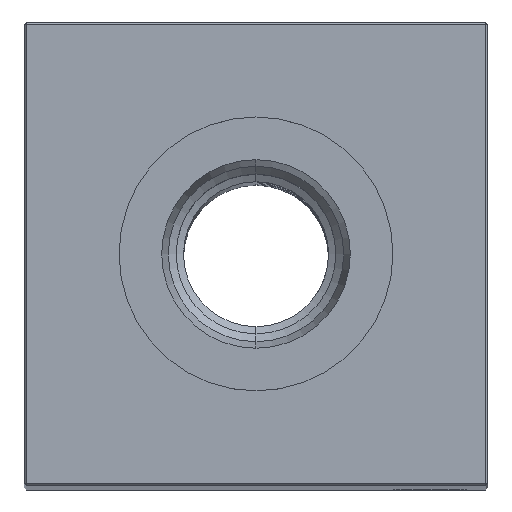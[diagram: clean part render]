
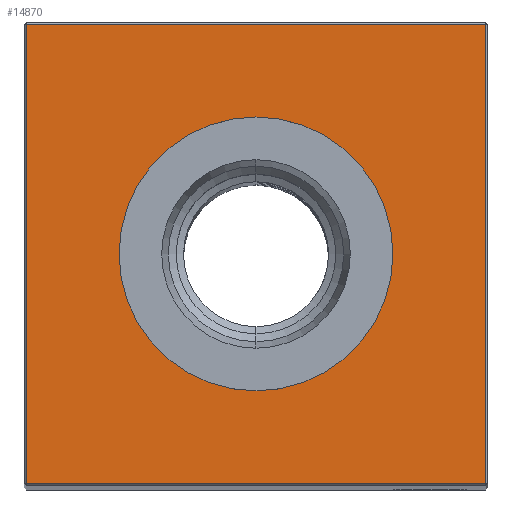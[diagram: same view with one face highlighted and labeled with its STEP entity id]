
A CAD part, top view. The second image highlights one B-rep face of the part: STEP entity #14870.
In plain terms, the highlighted planar face has unit normal (0, 0, 1).
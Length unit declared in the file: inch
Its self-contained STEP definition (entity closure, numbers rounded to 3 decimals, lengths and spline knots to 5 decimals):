
#789 = DIRECTION ( 'NONE',  ( -1., 0., 0. ) ) ;
#1753 = DIRECTION ( 'NONE',  ( -1., 0., 0. ) ) ;
#1827 = AXIS2_PLACEMENT_3D ( 'NONE', #16960, #25577, #16684 ) ;
#2008 = EDGE_CURVE ( 'NONE', #26378, #20470, #10703, .T. ) ;
#3418 = FACE_OUTER_BOUND ( 'NONE', #21178, .T. ) ;
#4934 = CIRCLE ( 'NONE', #1827, 0.59055 ) ;
#5828 = VECTOR ( 'NONE', #789, 39.37008 ) ;
#6662 = CARTESIAN_POINT ( 'NONE',  ( -0.99, 0., 10.25 ) ) ;
#8113 = VERTEX_POINT ( 'NONE', #24393 ) ;
#8958 = ORIENTED_EDGE ( 'NONE', *, *, #25134, .T. ) ;
#9656 = CARTESIAN_POINT ( 'NONE',  ( 0., 0.99, 10.25 ) ) ;
#9798 = CARTESIAN_POINT ( 'NONE',  ( 0., 0., 10.25 ) ) ;
#10665 = ORIENTED_EDGE ( 'NONE', *, *, #2008, .T. ) ;
#10703 = LINE ( 'NONE', #17223, #18956 ) ;
#11440 = EDGE_CURVE ( 'NONE', #22830, #26378, #23452, .T. ) ;
#12024 = FACE_BOUND ( 'NONE', #12849, .T. ) ;
#12849 = EDGE_LOOP ( 'NONE', ( #17262, #8958 ) ) ;
#13201 = CARTESIAN_POINT ( 'NONE',  ( 0.99, 0.99, 10.25 ) ) ;
#13316 = DIRECTION ( 'NONE',  ( 0., -1., 0. ) ) ;
#13333 = CIRCLE ( 'NONE', #21753, 0.59055 ) ;
#13499 = ORIENTED_EDGE ( 'NONE', *, *, #13690, .T. ) ;
#13690 = EDGE_CURVE ( 'NONE', #20470, #21324, #16895, .T. ) ;
#14049 = VERTEX_POINT ( 'NONE', #18194 ) ;
#14559 = CARTESIAN_POINT ( 'NONE',  ( 0.99, -0.99, 10.25 ) ) ;
#14870 = ADVANCED_FACE ( 'NONE', ( #3418, #12024 ), #16319, .F. ) ;
#16319 = PLANE ( 'NONE',  #17667 ) ;
#16516 = DIRECTION ( 'NONE',  ( 0., 0., -1. ) ) ;
#16684 = DIRECTION ( 'NONE',  ( -1., 0., 0. ) ) ;
#16895 = LINE ( 'NONE', #17165, #22522 ) ;
#16960 = CARTESIAN_POINT ( 'NONE',  ( 0., 0., 10.25 ) ) ;
#17165 = CARTESIAN_POINT ( 'NONE',  ( 0.99, 0., 10.25 ) ) ;
#17223 = CARTESIAN_POINT ( 'NONE',  ( 0., -0.99, 10.25 ) ) ;
#17262 = ORIENTED_EDGE ( 'NONE', *, *, #24129, .T. ) ;
#17667 = AXIS2_PLACEMENT_3D ( 'NONE', #9798, #22436, #1753 ) ;
#18194 = CARTESIAN_POINT ( 'NONE',  ( 0., 0.59055, 10.25 ) ) ;
#18956 = VECTOR ( 'NONE', #25562, 39.37008 ) ;
#19467 = ORIENTED_EDGE ( 'NONE', *, *, #11440, .T. ) ;
#20029 = ORIENTED_EDGE ( 'NONE', *, *, #24702, .T. ) ;
#20470 = VERTEX_POINT ( 'NONE', #14559 ) ;
#21178 = EDGE_LOOP ( 'NONE', ( #19467, #10665, #13499, #20029 ) ) ;
#21324 = VERTEX_POINT ( 'NONE', #13201 ) ;
#21753 = AXIS2_PLACEMENT_3D ( 'NONE', #22236, #16516, #26927 ) ;
#22236 = CARTESIAN_POINT ( 'NONE',  ( 0., 0., 10.25 ) ) ;
#22436 = DIRECTION ( 'NONE',  ( 0., 0., -1. ) ) ;
#22522 = VECTOR ( 'NONE', #25240, 39.37008 ) ;
#22830 = VERTEX_POINT ( 'NONE', #24613 ) ;
#23176 = VECTOR ( 'NONE', #13316, 39.37008 ) ;
#23452 = LINE ( 'NONE', #6662, #23176 ) ;
#23597 = CARTESIAN_POINT ( 'NONE',  ( -0.99, -0.99, 10.25 ) ) ;
#24129 = EDGE_CURVE ( 'NONE', #14049, #8113, #13333, .T. ) ;
#24393 = CARTESIAN_POINT ( 'NONE',  ( 0., -0.59055, 10.25 ) ) ;
#24613 = CARTESIAN_POINT ( 'NONE',  ( -0.99, 0.99, 10.25 ) ) ;
#24702 = EDGE_CURVE ( 'NONE', #21324, #22830, #26321, .T. ) ;
#25134 = EDGE_CURVE ( 'NONE', #8113, #14049, #4934, .T. ) ;
#25240 = DIRECTION ( 'NONE',  ( 0., 1., 0. ) ) ;
#25562 = DIRECTION ( 'NONE',  ( 1., 0., 0. ) ) ;
#25577 = DIRECTION ( 'NONE',  ( 0., 0., -1. ) ) ;
#26321 = LINE ( 'NONE', #9656, #5828 ) ;
#26378 = VERTEX_POINT ( 'NONE', #23597 ) ;
#26927 = DIRECTION ( 'NONE',  ( -1., 0., 0. ) ) ;
